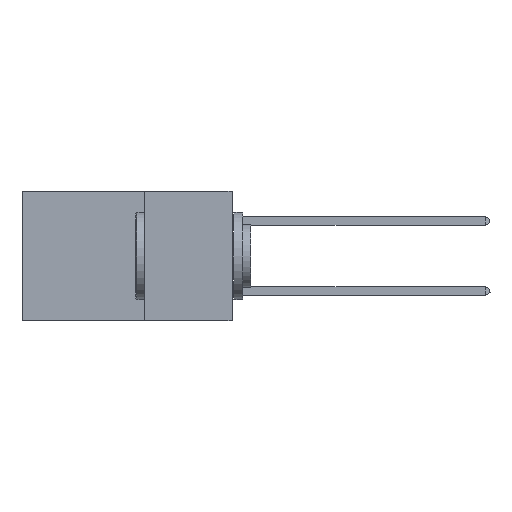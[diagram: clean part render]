
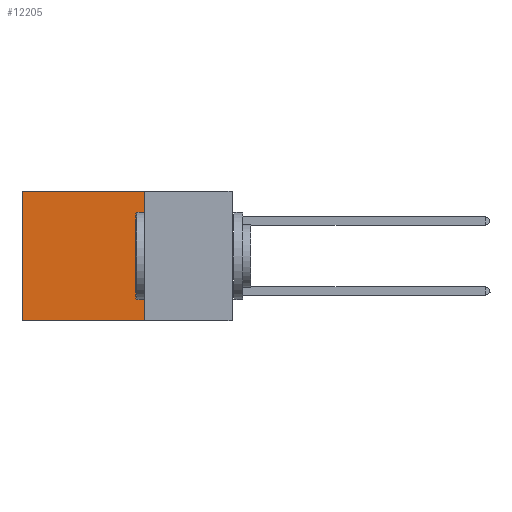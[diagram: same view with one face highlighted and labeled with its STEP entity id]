
A CAD part, left-side view. The second image highlights one B-rep face of the part: STEP entity #12205.
In plain terms, the highlighted planar face has unit normal (-1, 0, 0).
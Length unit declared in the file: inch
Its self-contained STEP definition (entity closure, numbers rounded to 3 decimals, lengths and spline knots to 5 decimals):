
#868 = ORIENTED_EDGE ( 'NONE', *, *, #11248, .T. ) ;
#1253 = CARTESIAN_POINT ( 'NONE',  ( 0.2875, 0.25, 0. ) ) ;
#1327 = VECTOR ( 'NONE', #9732, 39.37008 ) ;
#1334 = ORIENTED_EDGE ( 'NONE', *, *, #11271, .F. ) ;
#1393 = CARTESIAN_POINT ( 'NONE',  ( 0.2875, 0.25, 0. ) ) ;
#1487 = CARTESIAN_POINT ( 'NONE',  ( 0.2875, 0.25, -0.37 ) ) ;
#1957 = EDGE_CURVE ( 'NONE', #7029, #8207, #10595, .T. ) ;
#3376 = ORIENTED_EDGE ( 'NONE', *, *, #1957, .F. ) ;
#4477 = LINE ( 'NONE', #1487, #1327 ) ;
#5184 = EDGE_CURVE ( 'NONE', #8024, #9470, #5701, .T. ) ;
#5416 = CARTESIAN_POINT ( 'NONE',  ( 0.2875, 0.6, 0. ) ) ;
#5701 = LINE ( 'NONE', #5416, #8427 ) ;
#5791 = CARTESIAN_POINT ( 'NONE',  ( 0.2875, 0.6, 0. ) ) ;
#7029 = VERTEX_POINT ( 'NONE', #1253 ) ;
#7275 = DIRECTION ( 'NONE',  ( 0., 1., 0. ) ) ;
#7304 = DIRECTION ( 'NONE',  ( 1., 0., 0. ) ) ;
#7462 = VECTOR ( 'NONE', #12186, 39.37008 ) ;
#7469 = AXIS2_PLACEMENT_3D ( 'NONE', #8606, #7304, #14315 ) ;
#7593 = CARTESIAN_POINT ( 'NONE',  ( 0.2875, 0.25, 0. ) ) ;
#7765 = DIRECTION ( 'NONE',  ( 0., 0., -1. ) ) ;
#8024 = VERTEX_POINT ( 'NONE', #5791 ) ;
#8207 = VERTEX_POINT ( 'NONE', #14699 ) ;
#8427 = VECTOR ( 'NONE', #7765, 39.37008 ) ;
#8606 = CARTESIAN_POINT ( 'NONE',  ( 0.2875, 0.25, 0. ) ) ;
#9470 = VERTEX_POINT ( 'NONE', #13983 ) ;
#9732 = DIRECTION ( 'NONE',  ( 0., 1., 0. ) ) ;
#10595 = LINE ( 'NONE', #7593, #7462 ) ;
#11248 = EDGE_CURVE ( 'NONE', #7029, #8024, #11445, .T. ) ;
#11271 = EDGE_CURVE ( 'NONE', #8207, #9470, #4477, .T. ) ;
#11445 = LINE ( 'NONE', #1393, #14200 ) ;
#11797 = FACE_OUTER_BOUND ( 'NONE', #12663, .T. ) ;
#12186 = DIRECTION ( 'NONE',  ( 0., 0., -1. ) ) ;
#12205 = ADVANCED_FACE ( 'NONE', ( #11797 ), #13292, .F. ) ;
#12572 = ORIENTED_EDGE ( 'NONE', *, *, #5184, .T. ) ;
#12663 = EDGE_LOOP ( 'NONE', ( #12572, #1334, #3376, #868 ) ) ;
#13292 = PLANE ( 'NONE',  #7469 ) ;
#13983 = CARTESIAN_POINT ( 'NONE',  ( 0.2875, 0.6, -0.37 ) ) ;
#14200 = VECTOR ( 'NONE', #7275, 39.37008 ) ;
#14315 = DIRECTION ( 'NONE',  ( 0., 0., -1. ) ) ;
#14699 = CARTESIAN_POINT ( 'NONE',  ( 0.2875, 0.25, -0.37 ) ) ;
